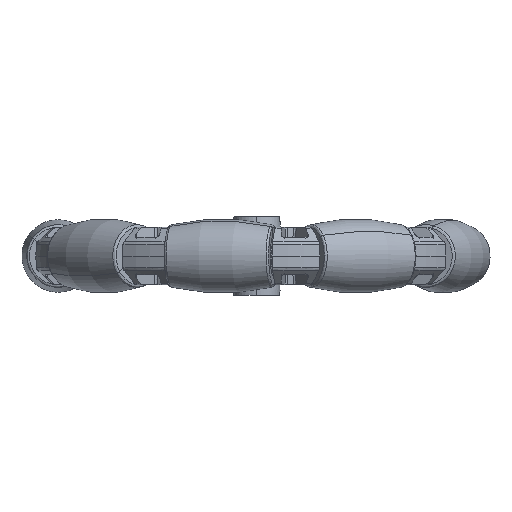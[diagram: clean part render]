
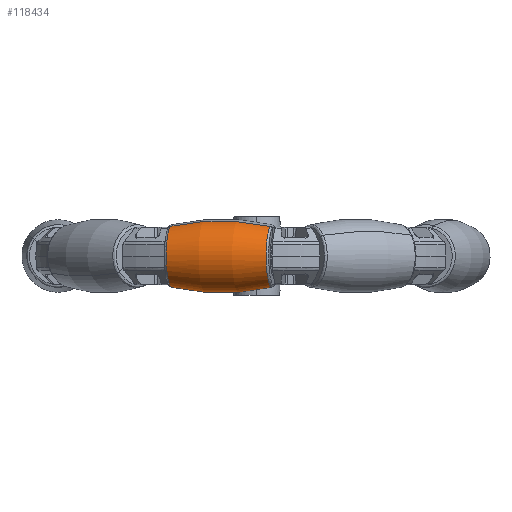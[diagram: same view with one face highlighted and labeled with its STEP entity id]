
A CAD part, left-side view. The second image highlights one B-rep face of the part: STEP entity #118434.
In plain terms, the highlighted toroidal (fillet/blend) face has major radius 38 mm and minor radius 45 mm.
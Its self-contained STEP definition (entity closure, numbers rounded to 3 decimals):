
#621 = AXIS2_PLACEMENT_3D ( 'NONE', #79660, #100443, #42577 ) ;
#4652 = DIRECTION ( 'NONE',  ( -0.174, -0.985, 0. ) ) ;
#6274 = EDGE_CURVE ( 'NONE', #99638, #46204, #82016, .T. ) ;
#7213 = DIRECTION ( 'NONE',  ( -0.325, 0., 0.946 ) ) ;
#11981 = CIRCLE ( 'NONE', #93830, 5.955 ) ;
#12561 = AXIS2_PLACEMENT_3D ( 'NONE', #64995, #26319, #7213 ) ;
#16390 = ORIENTED_EDGE ( 'NONE', *, *, #39396, .F. ) ;
#19829 = EDGE_CURVE ( 'NONE', #46204, #31854, #79332, .T. ) ;
#20915 = ORIENTED_EDGE ( 'NONE', *, *, #19829, .F. ) ;
#26319 = DIRECTION ( 'NONE',  ( -0.933, 0.165, -0.32 ) ) ;
#31854 = VERTEX_POINT ( 'NONE', #121949 ) ;
#36868 = CARTESIAN_POINT ( 'NONE',  ( -35.479, 16.18, 0. ) ) ;
#37576 = CIRCLE ( 'NONE', #12561, 45. ) ;
#39396 = EDGE_CURVE ( 'NONE', #82311, #99638, #11981, .T. ) ;
#41400 = EDGE_LOOP ( 'NONE', ( #16390, #70345, #20915, #51571 ) ) ;
#42577 = DIRECTION ( 'NONE',  ( 0.325, 0., -0.946 ) ) ;
#46204 = VERTEX_POINT ( 'NONE', #58105 ) ;
#50856 = DIRECTION ( 'NONE',  ( -0.315, 0.056, 0.947 ) ) ;
#51571 = ORIENTED_EDGE ( 'NONE', *, *, #6274, .F. ) ;
#58105 = CARTESIAN_POINT ( 'NONE',  ( -33.603, 15.849, -5.64 ) ) ;
#58869 = TOROIDAL_SURFACE ( 'NONE', #81952, -38., 45. ) ;
#61284 = DIRECTION ( 'NONE',  ( 0.174, 0.985, 0. ) ) ;
#63714 = EDGE_CURVE ( 'NONE', #82311, #31854, #37576, .T. ) ;
#64995 = CARTESIAN_POINT ( 'NONE',  ( -25.176, 4.564, -36.001 ) ) ;
#70345 = ORIENTED_EDGE ( 'NONE', *, *, #63714, .T. ) ;
#79332 = CIRCLE ( 'NONE', #101692, 5.953 ) ;
#79660 = CARTESIAN_POINT ( 'NONE',  ( -49.134, 8.788, 36.001 ) ) ;
#80790 = CARTESIAN_POINT ( 'NONE',  ( -38.83, -2.821, 0. ) ) ;
#81952 = AXIS2_PLACEMENT_3D ( 'NONE', #106631, #61284, #91181 ) ;
#82016 = CIRCLE ( 'NONE', #621, 45. ) ;
#82311 = VERTEX_POINT ( 'NONE', #106096 ) ;
#91181 = DIRECTION ( 'NONE',  ( 0.315, -0.056, -0.947 ) ) ;
#93830 = AXIS2_PLACEMENT_3D ( 'NONE', #80790, #4652, #50856 ) ;
#93922 = DIRECTION ( 'NONE',  ( 0.315, -0.056, -0.947 ) ) ;
#96079 = FACE_OUTER_BOUND ( 'NONE', #41400, .T. ) ;
#99638 = VERTEX_POINT ( 'NONE', #101966 ) ;
#100443 = DIRECTION ( 'NONE',  ( 0.933, -0.165, 0.32 ) ) ;
#101692 = AXIS2_PLACEMENT_3D ( 'NONE', #36868, #113025, #93922 ) ;
#101966 = CARTESIAN_POINT ( 'NONE',  ( -36.953, -3.152, -5.641 ) ) ;
#106096 = CARTESIAN_POINT ( 'NONE',  ( -40.707, -2.49, 5.641 ) ) ;
#106631 = CARTESIAN_POINT ( 'NONE',  ( -37.155, 6.676, 0. ) ) ;
#113025 = DIRECTION ( 'NONE',  ( 0.174, 0.985, 0. ) ) ;
#118434 = ADVANCED_FACE ( 'NONE', ( #96079 ), #58869, .T. ) ;
#121949 = CARTESIAN_POINT ( 'NONE',  ( -37.356, 16.511, 5.64 ) ) ;
